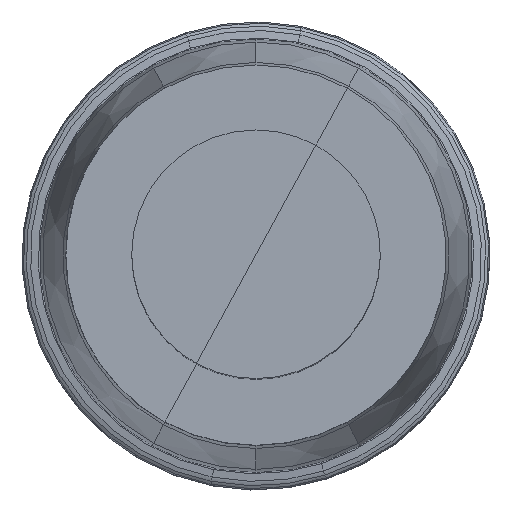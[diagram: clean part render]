
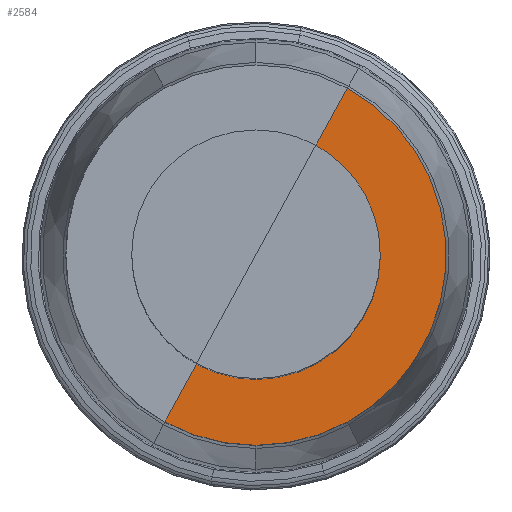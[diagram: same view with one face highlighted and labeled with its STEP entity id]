
A CAD part, top view. The second image highlights one B-rep face of the part: STEP entity #2584.
In plain terms, the highlighted planar face has unit normal (0, 0, 1).
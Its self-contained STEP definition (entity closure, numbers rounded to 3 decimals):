
#952=CARTESIAN_POINT('',(0.,0.,25.));
#953=DIRECTION('',(0.,0.,-1.));
#954=DIRECTION('',(0.,-1.,0.));
#955=AXIS2_PLACEMENT_3D('',#952,#953,#954);
#960=CARTESIAN_POINT('',(0.,0.,25.));
#961=DIRECTION('',(0.,0.,-1.));
#962=DIRECTION('',(0.878,0.479,0.));
#963=AXIS2_PLACEMENT_3D('',#960,#961,#962);
#968=CARTESIAN_POINT('',(0.,0.,25.));
#969=DIRECTION('',(0.,0.,-1.));
#970=DIRECTION('',(0.479,0.878,0.));
#971=AXIS2_PLACEMENT_3D('',#968,#969,#970);
#976=DIRECTION('',(-0.479,-0.878,0.));
#977=VECTOR('',#976,2.25);
#978=CARTESIAN_POINT('',(3.116,5.704,25.));
#979=LINE('',#978,#977);
#983=CARTESIAN_POINT('',(0.,0.,25.));
#984=DIRECTION('',(0.,0.,1.));
#985=DIRECTION('',(0.479,-0.878,0.));
#986=AXIS2_PLACEMENT_3D('',#983,#984,#985);
#991=CARTESIAN_POINT('',(0.,0.,25.));
#992=DIRECTION('',(0.,0.,1.));
#993=DIRECTION('',(0.,-1.,0.));
#994=AXIS2_PLACEMENT_3D('',#991,#992,#993);
#999=CARTESIAN_POINT('',(0.,0.,25.));
#1000=DIRECTION('',(0.,0.,1.));
#1001=DIRECTION('',(-0.479,-0.878,0.));
#1002=AXIS2_PLACEMENT_3D('',#999,#1000,#1001);
#1039=DIRECTION('',(0.479,0.878,0.));
#1040=VECTOR('',#1039,2.25);
#1041=CARTESIAN_POINT('',(-3.116,-5.704,25.));
#1042=LINE('',#1041,#1040);
#1287=CARTESIAN_POINT('',(3.116,5.704,25.));
#1288=VERTEX_POINT('',#1287);
#1289=CARTESIAN_POINT('',(3.116,-5.704,25.));
#1290=VERTEX_POINT('',#1289);
#1306=CARTESIAN_POINT('',(0.,-6.5,25.));
#1307=VERTEX_POINT('',#1306);
#1308=CARTESIAN_POINT('',(-3.116,-5.704,25.));
#1309=CARTESIAN_POINT('',(-2.038,-3.73,25.));
#1310=VERTEX_POINT('',#1308);
#1311=VERTEX_POINT('',#1309);
#1312=CARTESIAN_POINT('',(2.038,3.73,25.));
#1313=VERTEX_POINT('',#1312);
#1314=CARTESIAN_POINT('',(3.73,2.038,25.));
#1315=VERTEX_POINT('',#1314);
#1316=CARTESIAN_POINT('',(0.,-4.25,25.));
#1317=VERTEX_POINT('',#1316);
#2563=CARTESIAN_POINT('',(-5.309,0.,25.));
#2564=DIRECTION('',(0.,0.,1.));
#2565=DIRECTION('',(0.,1.,0.));
#2566=AXIS2_PLACEMENT_3D('',#2563,#2564,#2565);
#2567=PLANE('',#2566);
#2569=ORIENTED_EDGE('',*,*,#2568,.T.);
#2571=ORIENTED_EDGE('',*,*,#2570,.F.);
#2573=ORIENTED_EDGE('',*,*,#2572,.F.);
#2575=ORIENTED_EDGE('',*,*,#2574,.F.);
#2577=ORIENTED_EDGE('',*,*,#2576,.F.);
#2579=ORIENTED_EDGE('',*,*,#2578,.F.);
#2580=ORIENTED_EDGE('',*,*,#2548,.F.);
#2581=ORIENTED_EDGE('',*,*,#2530,.F.);
#2582=EDGE_LOOP('',(#2569,#2571,#2573,#2575,#2577,#2579,#2580,#2581));
#2583=FACE_OUTER_BOUND('',#2582,.F.);
#2584=ADVANCED_FACE('',(#2583),#2567,.T.);
#956=CIRCLE('',#955,4.25);
#964=CIRCLE('',#963,4.25);
#972=CIRCLE('',#971,4.25);
#987=CIRCLE('',#986,6.5);
#995=CIRCLE('',#994,6.5);
#1003=CIRCLE('',#1002,6.5);
#2530=EDGE_CURVE('',#1310,#1307,#1003,.T.);
#2548=EDGE_CURVE('',#1307,#1290,#995,.T.);
#2568=EDGE_CURVE('',#1310,#1311,#1042,.T.);
#2570=EDGE_CURVE('',#1317,#1311,#956,.T.);
#2572=EDGE_CURVE('',#1315,#1317,#964,.T.);
#2574=EDGE_CURVE('',#1313,#1315,#972,.T.);
#2576=EDGE_CURVE('',#1288,#1313,#979,.T.);
#2578=EDGE_CURVE('',#1290,#1288,#987,.T.);
